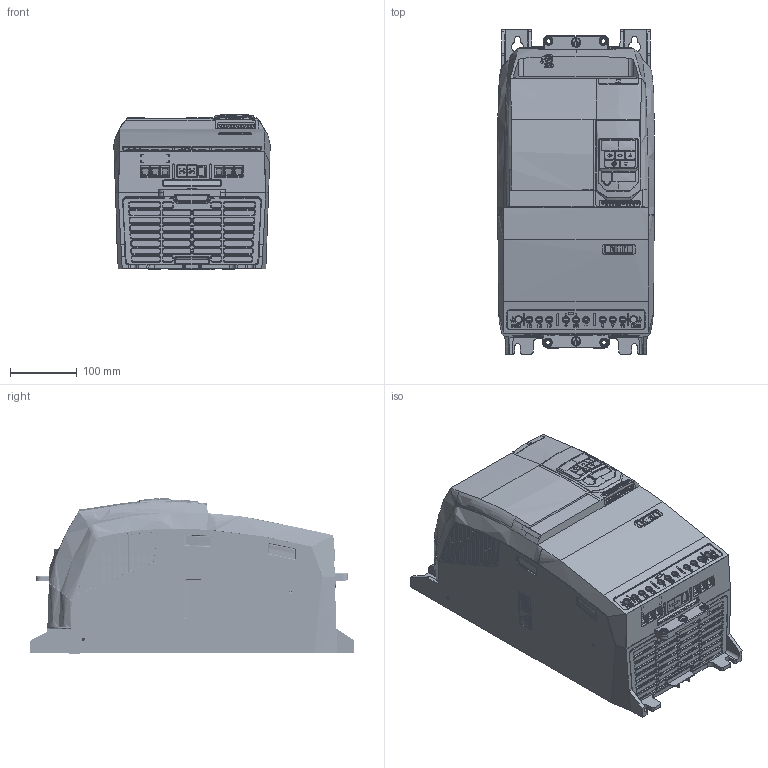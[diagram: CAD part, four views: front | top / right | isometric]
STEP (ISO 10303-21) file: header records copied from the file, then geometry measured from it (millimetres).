
FILE_DESCRIPTION (( 'STEP AP203' ), '1' );
FILE_NAME ('E3.IP20.SIZE5 (ENVELOPE).STEP', '2022-01-04T09:32:45', ( '' ), ( '' ), 'SwSTEP 2.0', 'SolidWorks 2021', '' );
FILE_SCHEMA (( 'CONFIG_CONTROL_DESIGN' ));
Products named in the file (1): E3.IP20.SIZE5 (ENVELOPE)
Bounding box: 233.97 x 486.12 x 233.07 mm (x, y, z)
Volume: 15064917 mm3; surface area: 1434682 mm2
Topology: 1 solids, 1 shells, 8656 faces, 23556 edges, 15259 vertices
Faces by surface type: plane 5031, bspline 2201, cylinder 1213, cone 161, torus 47, sphere 3
Entity records: 410738 total; most frequent: CARTESIAN_POINT 223832, ORIENTED_EDGE 47102, DIRECTION 25328, EDGE_CURVE 23551, VERTEX_POINT 15259, B_SPLINE_CURVE_WITH_KNOTS 11865, LINE 10290, VECTOR 10290
